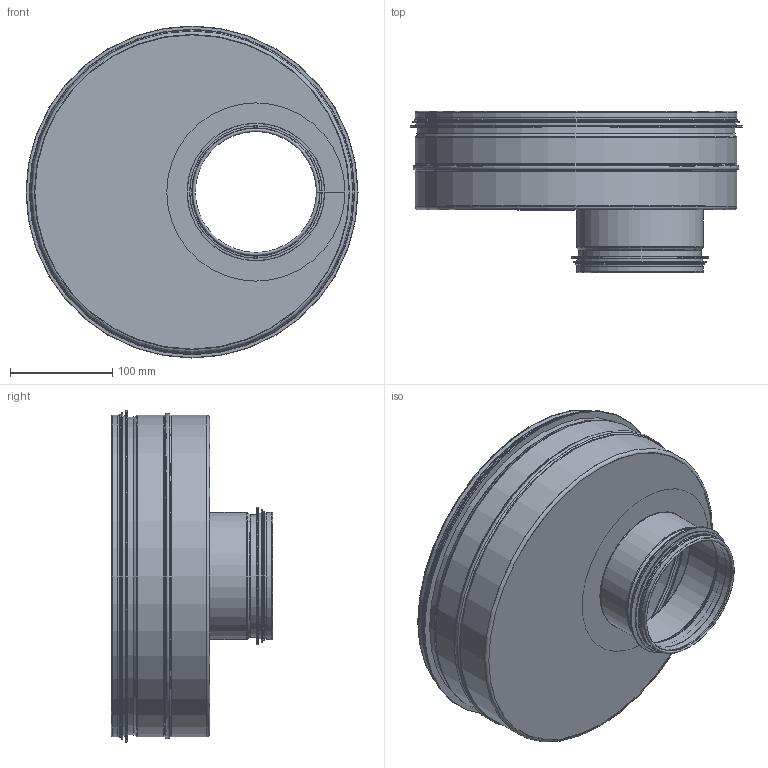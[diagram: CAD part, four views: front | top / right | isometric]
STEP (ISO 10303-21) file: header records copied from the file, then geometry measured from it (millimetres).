
FILE_DESCRIPTION((''),'2;1');
FILE_NAME('HFE_315-125.stp','2014-02-19T14:29:26',(''),(''),'Autodesk Inventor 2013','Autodesk Inventor 2013','');
FILE_SCHEMA(('AUTOMOTIVE_DESIGN { 1 2 10303 214 0 1 1 1 }'));
Length unit declared in the file: millimetre
Products named in the file (7): HFE_315-125; StosDragenKant-125; StosDragenKantRörämne-125; 999004; HÄL-315; HälRörämne-315; 999008
Assembly tree (6 placements, depth 3):
  HFE_315-125
    StosDragenKant-125
      StosDragenKantRörämne-125
      999004
    HÄL-315
      HälRörämne-315
      999008
Bounding box: 324.25 x 157.5 x 324.25 mm (x, y, z)
Volume: 149390.2 mm3; surface area: 479342.2 mm2
Topology: 4 solids, 4 shells, 118 faces, 223 edges, 120 vertices
Faces by surface type: plane 38, torus 36, cylinder 28, cone 16
Full cylindrical faces by diameter (mm): 118.25 x1, 119.25 x1, 120.45 x1, 123.05 x5, 124.05 x2, 125.05 x1, 129.45 x1, 134.45 x1, 174.05 x1, 308.05 x1, 309.05 x1, 310.25 x1, 312.85 x6, 313.85 x3, 319.25 x1, 324.25 x1
Entity records: 2947 total; most frequent: DIRECTION 542, CARTESIAN_POINT 415, ORIENTED_EDGE 328, AXIS2_PLACEMENT_3D 247, EDGE_LOOP 190, EDGE_CURVE 164, STYLED_ITEM 121, VERTEX_POINT 120
